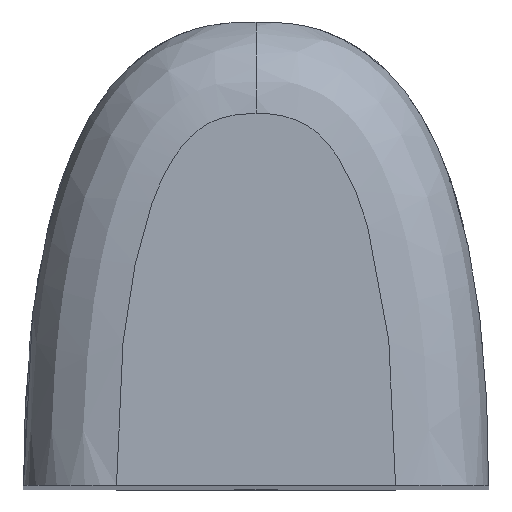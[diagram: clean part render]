
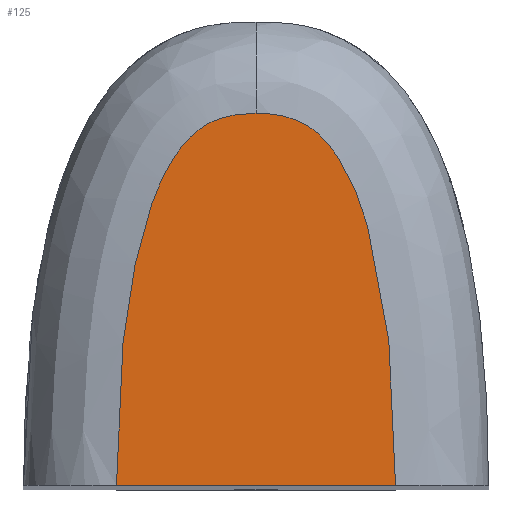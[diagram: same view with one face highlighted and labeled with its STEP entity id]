
A CAD part, top view. The second image highlights one B-rep face of the part: STEP entity #125.
In plain terms, the highlighted planar face has unit normal (0, 0, 1).
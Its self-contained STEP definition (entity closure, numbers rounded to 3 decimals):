
#72=PLANE('',#584);
#125=ADVANCED_FACE('',(#162),#72,.F.);
#162=FACE_OUTER_BOUND('',#194,.T.);
#194=EDGE_LOOP('',(#275,#276,#277));
#236=LINE('',#859,#247);
#247=VECTOR('',#644,1.);
#275=ORIENTED_EDGE('',*,*,#474,.T.);
#276=ORIENTED_EDGE('',*,*,#478,.T.);
#277=ORIENTED_EDGE('',*,*,#479,.T.);
#425=VERTEX_POINT('',#858);
#426=VERTEX_POINT('',#860);
#429=VERTEX_POINT('',#877);
#474=EDGE_CURVE('',#426,#425,#236,.T.);
#478=EDGE_CURVE('',#425,#429,#547,.T.);
#479=EDGE_CURVE('',#429,#426,#548,.T.);
#547=B_SPLINE_CURVE_WITH_KNOTS('',3,(#867,#868,#869,#870,#871,#872,#873,
#874,#875,#876),.UNSPECIFIED.,.F.,.F.,(4,2,2,2,4),(0.,0.5,0.75,0.875,1.),
 .UNSPECIFIED.);
#548=B_SPLINE_CURVE_WITH_KNOTS('',3,(#878,#879,#880,#881,#882,#883,#884,
#885,#886,#887),.UNSPECIFIED.,.F.,.F.,(4,2,2,2,4),(0.,0.125,0.25,0.5,1.),
 .UNSPECIFIED.);
#584=AXIS2_PLACEMENT_3D('',#888,#652,#653);
#644=DIRECTION('',(1.,0.,0.));
#652=DIRECTION('',(0.,0.,-1.));
#653=DIRECTION('',(-1.,0.,0.));
#858=CARTESIAN_POINT('',(6.,0.,116.));
#859=CARTESIAN_POINT('',(0.,0.,116.));
#860=CARTESIAN_POINT('',(-6.,0.,116.));
#867=CARTESIAN_POINT('',(6.,0.,116.));
#868=CARTESIAN_POINT('',(6.,3.112,116.));
#869=CARTESIAN_POINT('',(5.852,6.236,116.));
#870=CARTESIAN_POINT('',(4.943,10.789,116.));
#871=CARTESIAN_POINT('',(4.534,12.321,116.));
#872=CARTESIAN_POINT('',(3.394,14.369,116.));
#873=CARTESIAN_POINT('',(2.906,15.025,116.));
#874=CARTESIAN_POINT('',(1.591,15.863,116.));
#875=CARTESIAN_POINT('',(0.787,16.,116.));
#876=CARTESIAN_POINT('',(0.,16.,116.));
#877=CARTESIAN_POINT('',(0.,16.,116.));
#878=CARTESIAN_POINT('',(0.,16.,116.));
#879=CARTESIAN_POINT('',(-0.787,16.,116.));
#880=CARTESIAN_POINT('',(-1.591,15.863,116.));
#881=CARTESIAN_POINT('',(-2.906,15.025,116.));
#882=CARTESIAN_POINT('',(-3.394,14.369,116.));
#883=CARTESIAN_POINT('',(-4.534,12.321,116.));
#884=CARTESIAN_POINT('',(-4.943,10.789,116.));
#885=CARTESIAN_POINT('',(-5.852,6.236,116.));
#886=CARTESIAN_POINT('',(-6.,3.112,116.));
#887=CARTESIAN_POINT('',(-6.,0.,116.));
#888=CARTESIAN_POINT('',(8.273,13.378,116.));
